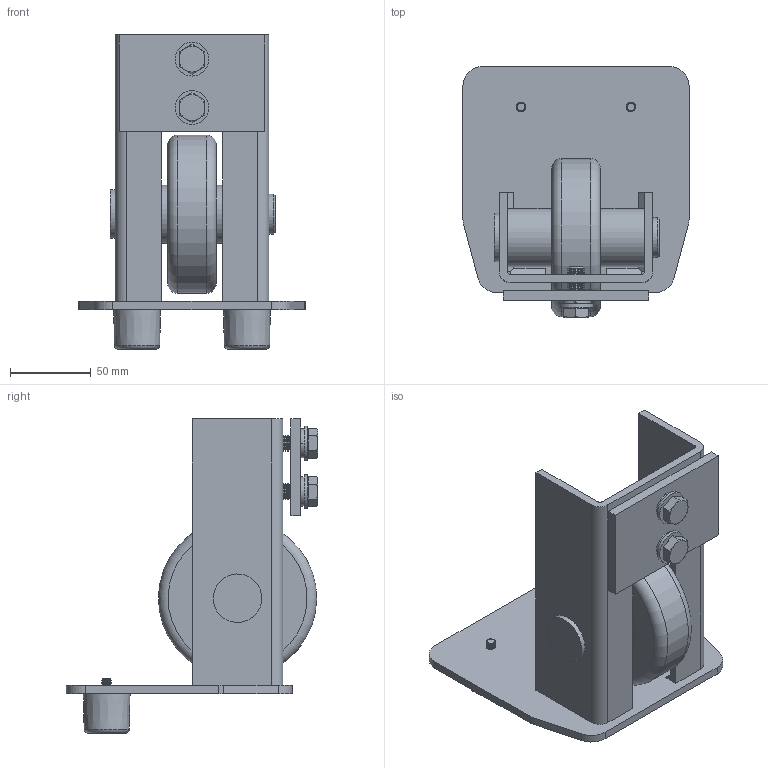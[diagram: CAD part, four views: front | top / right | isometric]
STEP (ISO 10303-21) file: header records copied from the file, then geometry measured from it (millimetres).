
FILE_DESCRIPTION(/* description */ (''),/* implementation_level */ '2;1');
FILE_NAME(/* name */ '10705010 001.stp',/* time_stamp */ '2023-01-17T15:53:13+01:00',/* author */ ('gcocco'),/* organization */ ('No Organization specified'),/* preprocessor_version */ 'ST-DEVELOPER v17.2',/* originating_system */ 'Autodesk Inventor 2019',/* authorisation */ '');
FILE_SCHEMA (('AUTOMOTIVE_DESIGN { 1 0 10303 214 3 1 1 }'));
Length unit declared in the file: millimetre
Products named in the file (16): CGS-347-G; 37310002; Welds_1; 26300115; 26401905; 22000325; 22001902; 23000634; 26200402; 33001221; 23001221; 74101046; 71106253; 71300107; 71301207; 21504005
Assembly tree (21 placements, depth 3):
  CGS-347-G
    37310002
      Welds_1
      26300115
      26401905
    22000325
    22001902  x2
    23000634  x2
    26200402
    33001221
      23001221
      74101046
    71106253  x2
    71300107  x2
    71301207  x2
    21504005  x2
Bounding box: 140 x 155.6 x 194.5 mm (x, y, z)
Volume: 543643.7 mm3; surface area: 201851.3 mm2
Topology: 32 solids, 32 shells, 571 faces, 1440 edges, 926 vertices
Faces by surface type: cone 177, plane 153, cylinder 140, torus 87, sphere 14
Full cylindrical faces by diameter (mm): 4.917 x2, 5 x12, 5.459 x2, 6 x46, 6.5 x2, 8.376 x2, 10 x28, 10.5 x4, 14.63 x2, 19.5 x1, 21 x2, 24.8 x1, 24.95 x1, 25 x3, 25.2 x2, 30 x1, 36 x2, 37.062 x2, 49.938 x2, 52 x1, 62 x2, 70 x1, 98 x1
Entity records: 11372 total; most frequent: DIRECTION 2151, CARTESIAN_POINT 1855, ORIENTED_EDGE 1732, AXIS2_PLACEMENT_3D 912, EDGE_CURVE 866, VERTEX_POINT 592, CIRCLE 527, EDGE_LOOP 388
